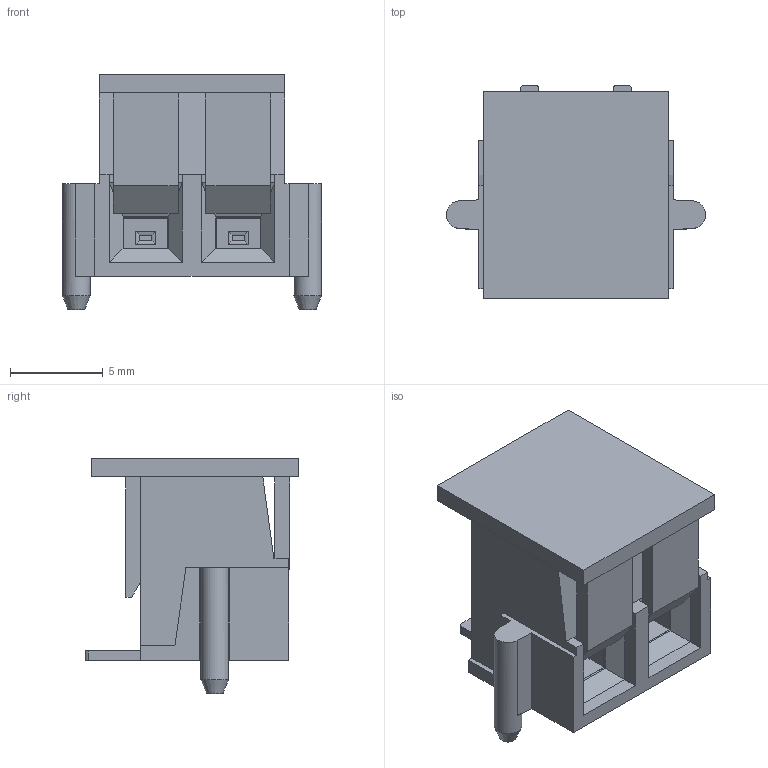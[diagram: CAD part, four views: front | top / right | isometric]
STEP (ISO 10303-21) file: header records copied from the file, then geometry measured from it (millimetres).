
FILE_DESCRIPTION(/* description */ ('Unknown'),/* implementation_level */ '2;1');
FILE_NAME(/* name */ '691709710302',/* time_stamp */ '2016-02-25T09:21:36+01:00',/* author */ ('Unknown'),/* organization */ ('Unknown'),/* preprocessor_version */ 'ST-DEVELOPER v16',/* originating_system */ 'DEX',/* authorisation */ $);
FILE_SCHEMA (('AUTOMOTIVE_DESIGN {1 0 10303 214 3 1 1}'));
Length unit declared in the file: millimetre
Products named in the file (6): 6917097103xx; 691709710302; 6917097103xx_CAGE; 6917097103xx_PIN; 6917097103xx_VIS; 6917097103xx_PAD
Assembly tree (8 placements, depth 2):
  6917097103xx
    691709710302
    6917097103xx_CAGE  x2
    6917097103xx_PIN  x2
    6917097103xx_VIS  x2
    6917097103xx_PAD
Bounding box: 14 x 11.55 x 12.7 mm (x, y, z)
Volume: 728.3 mm3; surface area: 2000.6 mm2
Topology: 8 solids, 8 shells, 280 faces, 732 edges, 472 vertices
Faces by surface type: plane 214, cylinder 50, cone 6, torus 6, bspline 4
Full cylindrical faces by diameter (mm): 1.5 x2, 2.4 x2, 2.9 x2, 3.75 x4
Entity records: 6874 total; most frequent: CARTESIAN_POINT 1292, ORIENTED_EDGE 1094, DIRECTION 1040, EDGE_CURVE 547, LINE 480, VECTOR 480, VERTEX_POINT 357, AXIS2_PLACEMENT_3D 280
